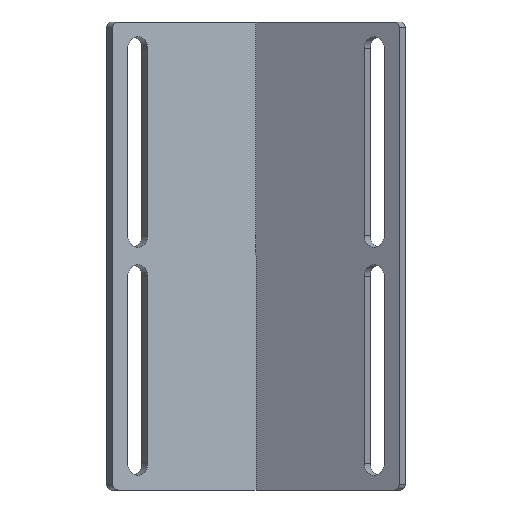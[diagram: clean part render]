
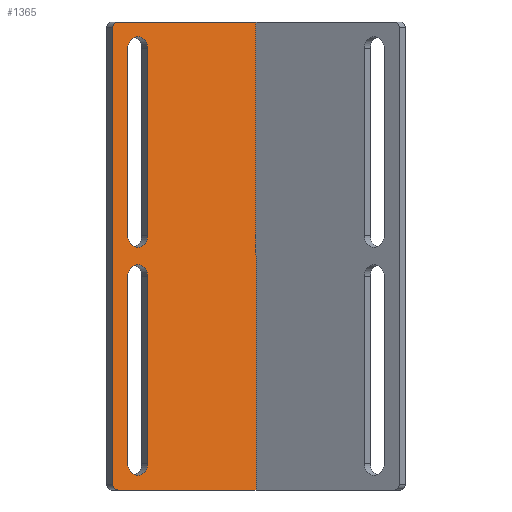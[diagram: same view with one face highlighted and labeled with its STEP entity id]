
A CAD part, front view. The second image highlights one B-rep face of the part: STEP entity #1365.
In plain terms, the highlighted planar face has unit normal (0.517, -0.856, 0).
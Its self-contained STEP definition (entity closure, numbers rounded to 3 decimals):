
#2 = EDGE_CURVE ( 'NONE', #1780, #72, #597, .T. ) ;
#6 = ORIENTED_EDGE ( 'NONE', *, *, #1517, .F. ) ;
#11 = VECTOR ( 'NONE', #986, 1000. ) ;
#18 = ORIENTED_EDGE ( 'NONE', *, *, #1863, .T. ) ;
#23 = CARTESIAN_POINT ( 'NONE',  ( -18.493, -12.24, 35.5 ) ) ;
#50 = LINE ( 'NONE', #313, #435 ) ;
#59 = LINE ( 'NONE', #207, #1783 ) ;
#72 = VERTEX_POINT ( 'NONE', #242 ) ;
#75 = VECTOR ( 'NONE', #1656, 1000. ) ;
#82 = DIRECTION ( 'NONE',  ( 0., 0., -1. ) ) ;
#106 = EDGE_CURVE ( 'NONE', #1150, #890, #475, .T. ) ;
#120 = DIRECTION ( 'NONE',  ( -0.517, 0.856, 0. ) ) ;
#143 = CIRCLE ( 'NONE', #1737, 2. ) ;
#160 = VECTOR ( 'NONE', #1126, 1000. ) ;
#166 = ORIENTED_EDGE ( 'NONE', *, *, #1709, .T. ) ;
#207 = CARTESIAN_POINT ( 'NONE',  ( 0., -1.077, -40. ) ) ;
#235 = CARTESIAN_POINT ( 'NONE',  ( -18.493, -12.24, 35.5 ) ) ;
#237 = CARTESIAN_POINT ( 'NONE',  ( 0., -1.077, 40. ) ) ;
#242 = CARTESIAN_POINT ( 'NONE',  ( -21.917, -14.307, 3.5 ) ) ;
#291 = CARTESIAN_POINT ( 'NONE',  ( -21.917, -14.307, 35.5 ) ) ;
#297 = EDGE_CURVE ( 'NONE', #348, #1869, #1631, .T. ) ;
#313 = CARTESIAN_POINT ( 'NONE',  ( -24.486, -15.857, 40. ) ) ;
#323 = CARTESIAN_POINT ( 'NONE',  ( -21.917, -14.307, -3.5 ) ) ;
#324 = AXIS2_PLACEMENT_3D ( 'NONE', #1190, #1487, #1806 ) ;
#342 = VERTEX_POINT ( 'NONE', #1332 ) ;
#348 = VERTEX_POINT ( 'NONE', #1516 ) ;
#370 = CARTESIAN_POINT ( 'NONE',  ( -18.493, -12.24, -3.5 ) ) ;
#384 = ORIENTED_EDGE ( 'NONE', *, *, #915, .T. ) ;
#405 = ORIENTED_EDGE ( 'NONE', *, *, #632, .T. ) ;
#411 = CARTESIAN_POINT ( 'NONE',  ( -21.917, -14.307, -35.5 ) ) ;
#434 = LINE ( 'NONE', #1012, #11 ) ;
#435 = VECTOR ( 'NONE', #1207, 1000. ) ;
#459 = CARTESIAN_POINT ( 'NONE',  ( -24.486, -15.857, -39.586 ) ) ;
#464 =( BOUNDED_CURVE ( )  B_SPLINE_CURVE ( 3, ( #1175, #459, #467, #1617 ),
 .UNSPECIFIED., .F., .T. ) 
 B_SPLINE_CURVE_WITH_KNOTS ( ( 4, 4 ),
 ( 0., 1.571 ),
 .UNSPECIFIED. ) 
 CURVE ( )  GEOMETRIC_REPRESENTATION_ITEM ( )  RATIONAL_B_SPLINE_CURVE ( ( 1., 0.805, 0.805, 1. ) ) 
 REPRESENTATION_ITEM ( '' )  );
#467 = CARTESIAN_POINT ( 'NONE',  ( -24.131, -15.643, -40. ) ) ;
#475 =( BOUNDED_CURVE ( )  B_SPLINE_CURVE ( 3, ( #1244, #1836, #1267, #1276 ),
 .UNSPECIFIED., .F., .T. ) 
 B_SPLINE_CURVE_WITH_KNOTS ( ( 4, 4 ),
 ( 1.571, 3.142 ),
 .UNSPECIFIED. ) 
 CURVE ( )  GEOMETRIC_REPRESENTATION_ITEM ( )  RATIONAL_B_SPLINE_CURVE ( ( 1., 0.805, 0.805, 1. ) ) 
 REPRESENTATION_ITEM ( '' )  );
#530 = VERTEX_POINT ( 'NONE', #1706 ) ;
#549 = CARTESIAN_POINT ( 'NONE',  ( -21.917, -14.307, -35.5 ) ) ;
#559 = LINE ( 'NONE', #1295, #806 ) ;
#562 = DIRECTION ( 'NONE',  ( -0.856, -0.517, 0. ) ) ;
#597 = CIRCLE ( 'NONE', #1734, 2. ) ;
#619 = ORIENTED_EDGE ( 'NONE', *, *, #2, .T. ) ;
#624 = CARTESIAN_POINT ( 'NONE',  ( -23.629, -15.341, 40. ) ) ;
#632 = EDGE_CURVE ( 'NONE', #633, #1785, #1874, .T. ) ;
#633 = VERTEX_POINT ( 'NONE', #549 ) ;
#650 = DIRECTION ( 'NONE',  ( 0.856, 0.517, 0. ) ) ;
#652 = EDGE_LOOP ( 'NONE', ( #1562, #18, #1393, #6, #1862, #1411 ) ) ;
#673 = FACE_BOUND ( 'NONE', #860, .T. ) ;
#696 = EDGE_CURVE ( 'NONE', #969, #858, #59, .T. ) ;
#715 = ORIENTED_EDGE ( 'NONE', *, *, #1212, .T. ) ;
#726 = CARTESIAN_POINT ( 'NONE',  ( 0., -1.077, -40. ) ) ;
#728 = ORIENTED_EDGE ( 'NONE', *, *, #297, .T. ) ;
#754 = VECTOR ( 'NONE', #82, 1000. ) ;
#763 = ORIENTED_EDGE ( 'NONE', *, *, #1095, .T. ) ;
#784 = VECTOR ( 'NONE', #1746, 1000. ) ;
#806 = VECTOR ( 'NONE', #1133, 1000. ) ;
#812 = LINE ( 'NONE', #1387, #75 ) ;
#844 = AXIS2_PLACEMENT_3D ( 'NONE', #237, #1660, #650 ) ;
#849 = CARTESIAN_POINT ( 'NONE',  ( -20.205, -13.274, -35.5 ) ) ;
#858 = VERTEX_POINT ( 'NONE', #957 ) ;
#860 = EDGE_LOOP ( 'NONE', ( #1818, #166, #405, #763 ) ) ;
#874 = CARTESIAN_POINT ( 'NONE',  ( -18.493, -12.24, -35.5 ) ) ;
#890 = VERTEX_POINT ( 'NONE', #1083 ) ;
#915 = EDGE_CURVE ( 'NONE', #1869, #1780, #1542, .T. ) ;
#957 = CARTESIAN_POINT ( 'NONE',  ( -23.629, -15.341, -40. ) ) ;
#969 = VERTEX_POINT ( 'NONE', #726 ) ;
#977 = LINE ( 'NONE', #291, #784 ) ;
#986 = DIRECTION ( 'NONE',  ( 0., 0., -1. ) ) ;
#987 = EDGE_CURVE ( 'NONE', #1321, #1800, #559, .T. ) ;
#1012 = CARTESIAN_POINT ( 'NONE',  ( 0., -1.077, 40. ) ) ;
#1042 = CARTESIAN_POINT ( 'NONE',  ( -18.493, -12.24, 3.5 ) ) ;
#1076 = FACE_OUTER_BOUND ( 'NONE', #652, .T. ) ;
#1083 = CARTESIAN_POINT ( 'NONE',  ( -24.486, -15.857, 39. ) ) ;
#1095 = EDGE_CURVE ( 'NONE', #1785, #1321, #143, .T. ) ;
#1126 = DIRECTION ( 'NONE',  ( 0., 0., 1. ) ) ;
#1133 = DIRECTION ( 'NONE',  ( 0., 0., -1. ) ) ;
#1150 = VERTEX_POINT ( 'NONE', #624 ) ;
#1175 = CARTESIAN_POINT ( 'NONE',  ( -24.486, -15.857, -39. ) ) ;
#1190 = CARTESIAN_POINT ( 'NONE',  ( -20.205, -13.274, 35.5 ) ) ;
#1206 = EDGE_LOOP ( 'NONE', ( #715, #728, #384, #619 ) ) ;
#1207 = DIRECTION ( 'NONE',  ( 0., 0., -1. ) ) ;
#1212 = EDGE_CURVE ( 'NONE', #72, #348, #977, .T. ) ;
#1244 = CARTESIAN_POINT ( 'NONE',  ( -23.629, -15.341, 40. ) ) ;
#1258 = DIRECTION ( 'NONE',  ( -0.856, -0.517, 0. ) ) ;
#1267 = CARTESIAN_POINT ( 'NONE',  ( -24.486, -15.857, 39.586 ) ) ;
#1274 = EDGE_CURVE ( 'NONE', #530, #1150, #812, .T. ) ;
#1276 = CARTESIAN_POINT ( 'NONE',  ( -24.486, -15.857, 39. ) ) ;
#1295 = CARTESIAN_POINT ( 'NONE',  ( -18.493, -12.24, -35.5 ) ) ;
#1321 = VERTEX_POINT ( 'NONE', #370 ) ;
#1332 = CARTESIAN_POINT ( 'NONE',  ( -24.486, -15.857, -39. ) ) ;
#1346 = DIRECTION ( 'NONE',  ( -0.856, -0.517, 0. ) ) ;
#1365 = ADVANCED_FACE ( 'NONE', ( #1076, #673, #1555 ), #1514, .T. ) ;
#1387 = CARTESIAN_POINT ( 'NONE',  ( 0., -1.077, 40. ) ) ;
#1393 = ORIENTED_EDGE ( 'NONE', *, *, #696, .F. ) ;
#1411 = ORIENTED_EDGE ( 'NONE', *, *, #106, .T. ) ;
#1462 = CARTESIAN_POINT ( 'NONE',  ( -20.205, -13.274, -3.5 ) ) ;
#1487 = DIRECTION ( 'NONE',  ( -0.517, 0.856, 0. ) ) ;
#1514 = PLANE ( 'NONE',  #844 ) ;
#1516 = CARTESIAN_POINT ( 'NONE',  ( -21.917, -14.307, 35.5 ) ) ;
#1517 = EDGE_CURVE ( 'NONE', #530, #969, #434, .T. ) ;
#1542 = LINE ( 'NONE', #235, #754 ) ;
#1555 = FACE_BOUND ( 'NONE', #1206, .T. ) ;
#1562 = ORIENTED_EDGE ( 'NONE', *, *, #1879, .T. ) ;
#1570 = CIRCLE ( 'NONE', #1794, 2. ) ;
#1617 = CARTESIAN_POINT ( 'NONE',  ( -23.629, -15.341, -40. ) ) ;
#1631 = CIRCLE ( 'NONE', #324, 2. ) ;
#1633 = DIRECTION ( 'NONE',  ( -0.856, -0.517, 0. ) ) ;
#1656 = DIRECTION ( 'NONE',  ( -0.856, -0.517, 0. ) ) ;
#1660 = DIRECTION ( 'NONE',  ( 0.517, -0.856, 0. ) ) ;
#1664 = CARTESIAN_POINT ( 'NONE',  ( -20.205, -13.274, 3.5 ) ) ;
#1706 = CARTESIAN_POINT ( 'NONE',  ( 0., -1.077, 40. ) ) ;
#1709 = EDGE_CURVE ( 'NONE', #1800, #633, #1570, .T. ) ;
#1734 = AXIS2_PLACEMENT_3D ( 'NONE', #1664, #1848, #1258 ) ;
#1737 = AXIS2_PLACEMENT_3D ( 'NONE', #1462, #1788, #1633 ) ;
#1746 = DIRECTION ( 'NONE',  ( 0., 0., 1. ) ) ;
#1780 = VERTEX_POINT ( 'NONE', #1042 ) ;
#1783 = VECTOR ( 'NONE', #1346, 1000. ) ;
#1785 = VERTEX_POINT ( 'NONE', #323 ) ;
#1788 = DIRECTION ( 'NONE',  ( -0.517, 0.856, 0. ) ) ;
#1794 = AXIS2_PLACEMENT_3D ( 'NONE', #849, #120, #562 ) ;
#1800 = VERTEX_POINT ( 'NONE', #874 ) ;
#1806 = DIRECTION ( 'NONE',  ( -0.856, -0.517, 0. ) ) ;
#1818 = ORIENTED_EDGE ( 'NONE', *, *, #987, .T. ) ;
#1836 = CARTESIAN_POINT ( 'NONE',  ( -24.131, -15.643, 40. ) ) ;
#1848 = DIRECTION ( 'NONE',  ( -0.517, 0.856, 0. ) ) ;
#1862 = ORIENTED_EDGE ( 'NONE', *, *, #1274, .T. ) ;
#1863 = EDGE_CURVE ( 'NONE', #342, #858, #464, .T. ) ;
#1869 = VERTEX_POINT ( 'NONE', #23 ) ;
#1874 = LINE ( 'NONE', #411, #160 ) ;
#1879 = EDGE_CURVE ( 'NONE', #890, #342, #50, .T. ) ;
